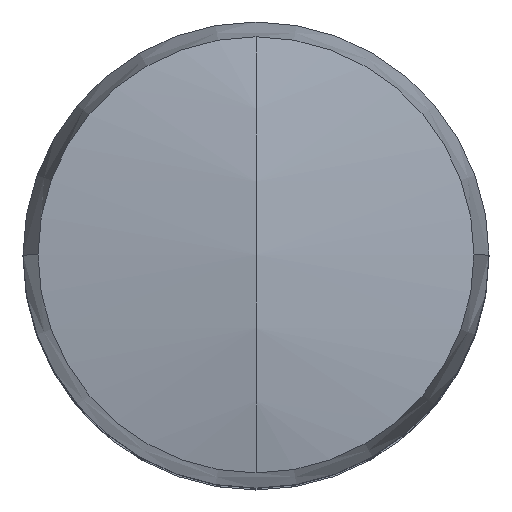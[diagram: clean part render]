
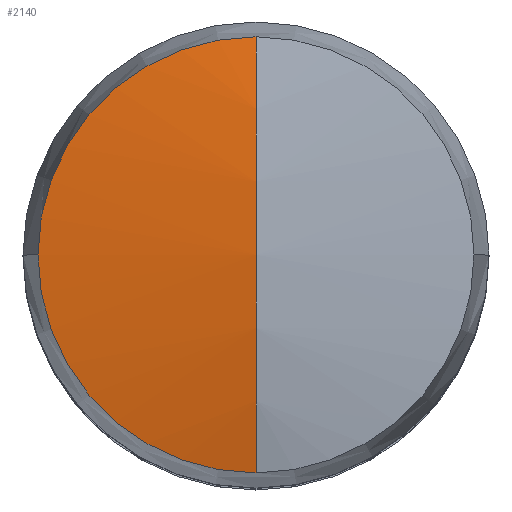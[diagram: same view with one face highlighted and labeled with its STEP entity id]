
A CAD part, top view. The second image highlights one B-rep face of the part: STEP entity #2140.
In plain terms, the highlighted spherical face has radius 8 mm.
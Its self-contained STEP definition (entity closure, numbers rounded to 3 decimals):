
#375 = CARTESIAN_POINT ( 'NONE',  ( 0., 0., 0.5 ) ) ;
#885 = ORIENTED_EDGE ( 'NONE', *, *, #8105, .T. ) ;
#902 = EDGE_CURVE ( 'NONE', #5500, #8120, #8284, .T. ) ;
#1377 = FACE_OUTER_BOUND ( 'NONE', #1820, .T. ) ;
#1470 = CARTESIAN_POINT ( 'NONE',  ( -1.871, 0., 8.278 ) ) ;
#1500 = DIRECTION ( 'NONE',  ( -1., 0., 0. ) ) ;
#1820 = EDGE_LOOP ( 'NONE', ( #8618, #8561, #885, #3122 ) ) ;
#1964 = DIRECTION ( 'NONE',  ( 0., 0., -1. ) ) ;
#2079 = VERTEX_POINT ( 'NONE', #5106 ) ;
#2140 = ADVANCED_FACE ( 'NONE', ( #1377 ), #2575, .T. ) ;
#2340 = AXIS2_PLACEMENT_3D ( 'NONE', #5691, #1500, #6367 ) ;
#2575 = SPHERICAL_SURFACE ( 'NONE', #2919, 8. ) ;
#2591 = EDGE_CURVE ( 'NONE', #8120, #6047, #7374, .T. ) ;
#2745 = CIRCLE ( 'NONE', #5253, 8. ) ;
#2919 = AXIS2_PLACEMENT_3D ( 'NONE', #5033, #8216, #6635 ) ;
#3080 = CARTESIAN_POINT ( 'NONE',  ( 0., 1.871, 8.278 ) ) ;
#3122 = ORIENTED_EDGE ( 'NONE', *, *, #6467, .F. ) ;
#3680 = AXIS2_PLACEMENT_3D ( 'NONE', #3686, #4588, #6114 ) ;
#3686 = CARTESIAN_POINT ( 'NONE',  ( 0., 0., 8.278 ) ) ;
#4588 = DIRECTION ( 'NONE',  ( 0., 0., 1. ) ) ;
#5033 = CARTESIAN_POINT ( 'NONE',  ( 0., 0., 0.5 ) ) ;
#5106 = CARTESIAN_POINT ( 'NONE',  ( 0., 0., 8.5 ) ) ;
#5136 = CARTESIAN_POINT ( 'NONE',  ( 0., 0., 8.278 ) ) ;
#5253 = AXIS2_PLACEMENT_3D ( 'NONE', #375, #6678, #1964 ) ;
#5500 = VERTEX_POINT ( 'NONE', #3080 ) ;
#5691 = CARTESIAN_POINT ( 'NONE',  ( 0., 0., 0.5 ) ) ;
#6047 = VERTEX_POINT ( 'NONE', #8649 ) ;
#6060 = DIRECTION ( 'NONE',  ( 1., 0., 0. ) ) ;
#6085 = AXIS2_PLACEMENT_3D ( 'NONE', #5136, #6795, #6060 ) ;
#6114 = DIRECTION ( 'NONE',  ( 1., 0., 0. ) ) ;
#6367 = DIRECTION ( 'NONE',  ( 0., -1., 0. ) ) ;
#6467 = EDGE_CURVE ( 'NONE', #5500, #2079, #2745, .T. ) ;
#6635 = DIRECTION ( 'NONE',  ( 0., 1., 0. ) ) ;
#6678 = DIRECTION ( 'NONE',  ( 1., 0., 0. ) ) ;
#6795 = DIRECTION ( 'NONE',  ( 0., 0., 1. ) ) ;
#7374 = CIRCLE ( 'NONE', #3680, 1.871 ) ;
#8105 = EDGE_CURVE ( 'NONE', #6047, #2079, #9006, .T. ) ;
#8120 = VERTEX_POINT ( 'NONE', #1470 ) ;
#8216 = DIRECTION ( 'NONE',  ( -1., 0., 0. ) ) ;
#8284 = CIRCLE ( 'NONE', #6085, 1.871 ) ;
#8561 = ORIENTED_EDGE ( 'NONE', *, *, #2591, .T. ) ;
#8618 = ORIENTED_EDGE ( 'NONE', *, *, #902, .T. ) ;
#8649 = CARTESIAN_POINT ( 'NONE',  ( 0., -1.871, 8.278 ) ) ;
#9006 = CIRCLE ( 'NONE', #2340, 8. ) ;
